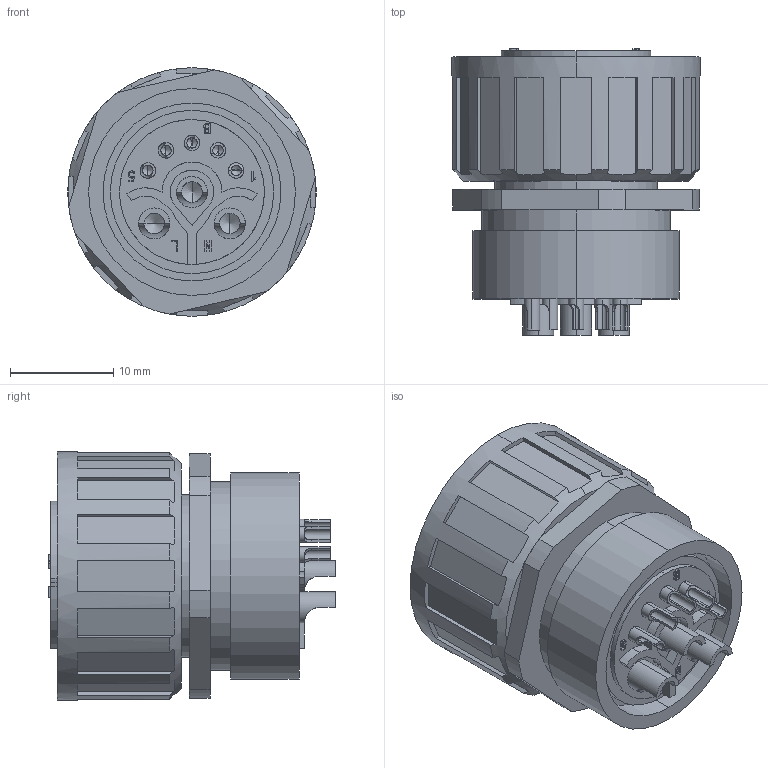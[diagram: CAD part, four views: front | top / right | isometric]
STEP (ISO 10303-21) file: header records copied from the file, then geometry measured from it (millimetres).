
FILE_DESCRIPTION (( 'STEP AP203' ), '1' );
FILE_NAME ('P323.STEP', '2020-04-15T05:44:01', ( 'edpusr' ), ( 'Microsoft' ), 'SwSTEP 2.0', 'SolidWorks 2015', '' );
FILE_SCHEMA (( 'CONFIG_CONTROL_DESIGN' ));
Length unit declared in the file: millimetre
Products named in the file (1): P323
Bounding box: 24 x 27.7 x 24 mm (x, y, z)
Volume: 7121.8 mm3; surface area: 5408.4 mm2
Topology: 1 solids, 1 shells, 373 faces, 1015 edges, 668 vertices
Faces by surface type: plane 216, cylinder 103, cone 34, bspline 20
Entity records: 14872 total; most frequent: CARTESIAN_POINT 5762, ORIENTED_EDGE 1998, DIRECTION 1663, EDGE_CURVE 999, VERTEX_POINT 668, LINE 597, VECTOR 597, AXIS2_PLACEMENT_3D 533
